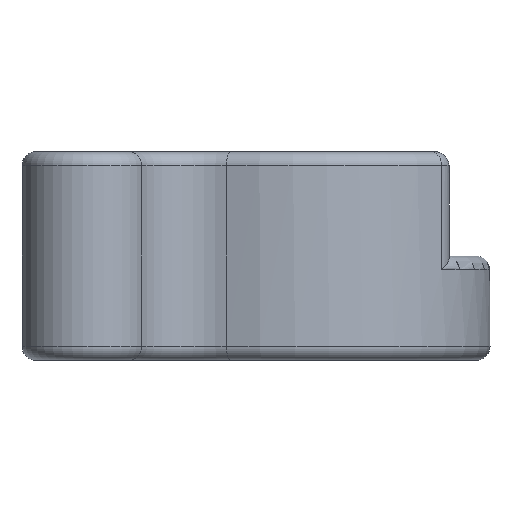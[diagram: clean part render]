
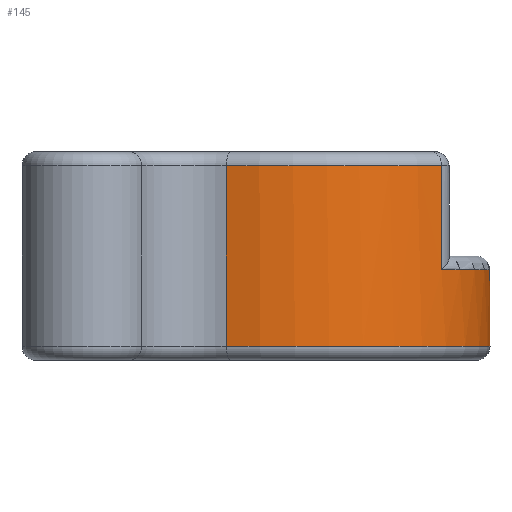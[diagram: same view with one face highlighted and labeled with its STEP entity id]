
A CAD part, left-side view. The second image highlights one B-rep face of the part: STEP entity #145.
In plain terms, the highlighted cylindrical face has radius 29 mm (diameter 58 mm), a partial arc.
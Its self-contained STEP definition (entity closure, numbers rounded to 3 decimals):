
#145=ADVANCED_FACE('',(#369),#370,.T.);
#369=FACE_OUTER_BOUND('',#683,.T.);
#370=CYLINDRICAL_SURFACE('',#684,29.0);
#683=EDGE_LOOP('',(#1424,#1425,#1426,#1427,#1428,#1429));
#684=AXIS2_PLACEMENT_3D('',#1430,#1431,#1432);
#1424=ORIENTED_EDGE('',*,*,#2231,.T.);
#1425=ORIENTED_EDGE('',*,*,#2232,.T.);
#1426=ORIENTED_EDGE('',*,*,#2233,.F.);
#1427=ORIENTED_EDGE('',*,*,#2234,.T.);
#1428=ORIENTED_EDGE('',*,*,#2235,.T.);
#1429=ORIENTED_EDGE('',*,*,#2236,.T.);
#1430=CARTESIAN_POINT('',(0.0,0.0,0.0));
#1431=DIRECTION('',(0.0,0.0,1.0));
#1432=DIRECTION('',(1.0,0.0,0.0));
#2231=EDGE_CURVE('',#2583,#2584,#2585,.T.);
#2232=EDGE_CURVE('',#2584,#2586,#2587,.F.);
#2233=EDGE_CURVE('',#2510,#2586,#2588,.T.);
#2234=EDGE_CURVE('',#2510,#2589,#2590,.T.);
#2235=EDGE_CURVE('',#2589,#2591,#2592,.T.);
#2236=EDGE_CURVE('',#2591,#2583,#2593,.F.);
#2510=VERTEX_POINT('',#2959);
#2583=VERTEX_POINT('',#3075);
#2584=VERTEX_POINT('',#3076);
#2585=LINE('',#3077,#3078);
#2586=VERTEX_POINT('',#3079);
#2587=CIRCLE('',#3080,29.0);
#2588=LINE('',#3081,#3082);
#2589=VERTEX_POINT('',#3083);
#2590=CIRCLE('',#3084,29.0);
#2591=VERTEX_POINT('',#3085);
#2592=LINE('',#3086,#3087);
#2593=CIRCLE('',#3088,29.0);
#2959=CARTESIAN_POINT('',(-27.592,8.925,2.0));
#3075=CARTESIAN_POINT('',(-18.866,-22.024,13.0));
#3076=CARTESIAN_POINT('',(-18.866,-22.024,28.0));
#3077=CARTESIAN_POINT('',(-18.866,-22.024,0.0));
#3078=VECTOR('',#3716,1.0);
#3079=CARTESIAN_POINT('',(-27.592,8.925,28.0));
#3080=AXIS2_PLACEMENT_3D('',#3717,#3718,#3719);
#3081=CARTESIAN_POINT('',(-27.592,8.925,15.0));
#3082=VECTOR('',#3720,1.0);
#3083=CARTESIAN_POINT('',(18.787,-22.092,2.0));
#3084=AXIS2_PLACEMENT_3D('',#3721,#3722,#3723);
#3085=CARTESIAN_POINT('',(18.787,-22.092,13.0));
#3086=CARTESIAN_POINT('',(18.787,-22.092,0.0));
#3087=VECTOR('',#3724,1.0);
#3088=AXIS2_PLACEMENT_3D('',#3725,#3726,#3727);
#3716=DIRECTION('',(0.0,0.0,1.0));
#3717=CARTESIAN_POINT('',(0.0,0.0,28.0));
#3718=DIRECTION('',(0.0,0.0,1.0));
#3719=DIRECTION('',(1.0,0.0,0.0));
#3720=DIRECTION('',(0.0,0.0,1.0));
#3721=CARTESIAN_POINT('',(0.0,0.0,2.0));
#3722=DIRECTION('',(0.0,0.0,1.0));
#3723=DIRECTION('',(1.0,0.0,0.0));
#3724=DIRECTION('',(0.0,0.0,1.0));
#3725=CARTESIAN_POINT('',(0.0,0.0,13.0));
#3726=DIRECTION('',(0.0,0.0,1.0));
#3727=DIRECTION('',(1.0,0.0,0.0));
